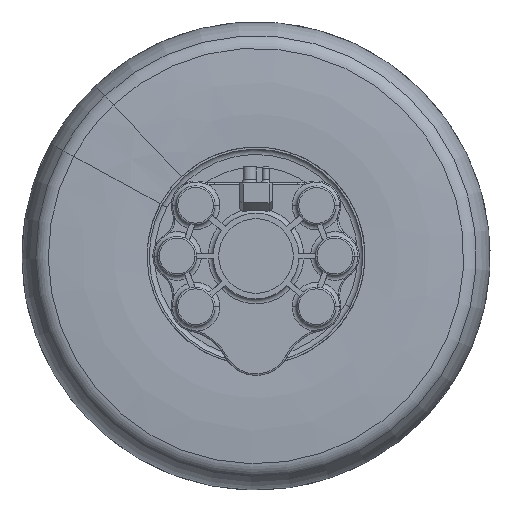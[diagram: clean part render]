
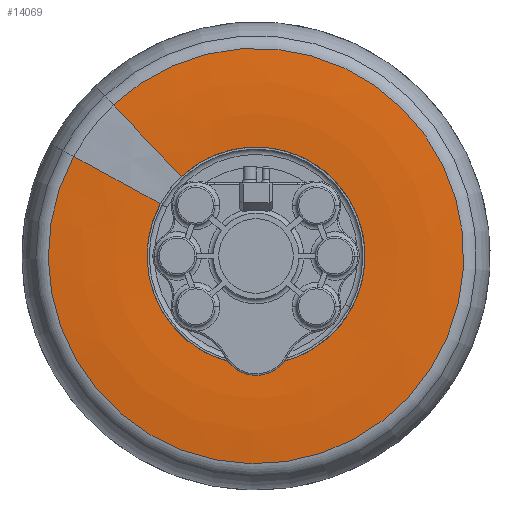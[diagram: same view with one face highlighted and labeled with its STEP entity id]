
A CAD part, front view. The second image highlights one B-rep face of the part: STEP entity #14069.
In plain terms, the highlighted face is a revolution surface.
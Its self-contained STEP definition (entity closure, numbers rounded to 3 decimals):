
#13961=CARTESIAN_POINT('Vertex',(-561.728,-264.916,306.873)) ;
#13968=CARTESIAN_POINT('Vertex',(-439.406,-264.916,465.438)) ;
#13984=CARTESIAN_POINT('Control Point',(-294.758,-273.116,161.027)) ;
#13985=CARTESIAN_POINT('Control Point',(-361.491,-277.58,197.484)) ;
#13986=CARTESIAN_POINT('Control Point',(-428.449,-277.705,234.063)) ;
#13987=CARTESIAN_POINT('Control Point',(-495.303,-273.47,270.585)) ;
#13988=CARTESIAN_POINT('Control Point',(-561.728,-264.916,306.873)) ;
#13989=CARTESIAN_POINT('Axis1P Location',(0.,1503.985,0.)) ;
#13993=CARTESIAN_POINT('Axis2P3D Location',(-386.306,1503.985,211.04)) ;
#13997=CARTESIAN_POINT('Vertex',(-294.758,-273.116,161.027)) ;
#14004=CARTESIAN_POINT('Vertex',(-230.571,-273.116,244.231)) ;
#14007=CARTESIAN_POINT('Axis2P3D Location',(-302.184,1503.985,320.086)) ;
#14041=CARTESIAN_POINT('Axis2P3D Location',(0.,-273.116,0.)) ;
#14058=CARTESIAN_POINT('Axis2P3D Location',(0.,-264.916,0.)) ;
#13990=DIRECTION('Axis1P Direction',(-0.,-1.,-0.)) ;
#13994=DIRECTION('Axis2P3D Direction',(-0.479,0.,-0.878)) ;
#14008=DIRECTION('Axis2P3D Direction',(-0.727,0.,-0.686)) ;
#14042=DIRECTION('Axis2P3D Direction',(0.,1.,0.)) ;
#14059=DIRECTION('Axis2P3D Direction',(0.,1.,0.)) ;
#13995=AXIS2_PLACEMENT_3D('Circle Axis2P3D',#13993,#13994,$) ;
#14009=AXIS2_PLACEMENT_3D('Circle Axis2P3D',#14007,#14008,$) ;
#14043=AXIS2_PLACEMENT_3D('Circle Axis2P3D',#14041,#14042,$) ;
#14060=AXIS2_PLACEMENT_3D('Circle Axis2P3D',#14058,#14059,$) ;
#14064=ORIENTED_EDGE('',*,*,#13999,.T.) ;
#14065=ORIENTED_EDGE('',*,*,#14062,.F.) ;
#14066=ORIENTED_EDGE('',*,*,#14011,.F.) ;
#14067=ORIENTED_EDGE('',*,*,#14045,.T.) ;
#14069=ADVANCED_FACE('Body.2',(#14068),#13992,.F.) ;
#13991=AXIS1_PLACEMENT('Revolution Surface Axis1P',#13989,#13990) ;
#13983=B_SPLINE_CURVE_WITH_KNOTS('',4,(#13984,#13985,#13986,#13987,#13988),.UNSPECIFIED.,.F.,.U.,(5,5),(-2900.647,-2595.954),.UNSPECIFIED.) ;
#13996=CIRCLE('generated circle',#13995,1780.16) ;
#14010=CIRCLE('generated circle',#14009,1780.16) ;
#14044=CIRCLE('generated circle',#14043,335.875) ;
#14061=CIRCLE('generated circle',#14060,640.086) ;
#13999=EDGE_CURVE('',#13998,#13962,#13996,.T.) ;
#14011=EDGE_CURVE('',#14005,#13969,#14010,.T.) ;
#14045=EDGE_CURVE('',#14005,#13998,#14044,.T.) ;
#14062=EDGE_CURVE('',#13969,#13962,#14061,.T.) ;
#14063=EDGE_LOOP('',(#14064,#14065,#14066,#14067)) ;
#14068=FACE_OUTER_BOUND('',#14063,.T.) ;
#13992=SURFACE_OF_REVOLUTION('homeo Torus',#13983,#13991) ;
#13962=VERTEX_POINT('',#13961) ;
#13969=VERTEX_POINT('',#13968) ;
#13998=VERTEX_POINT('',#13997) ;
#14005=VERTEX_POINT('',#14004) ;
